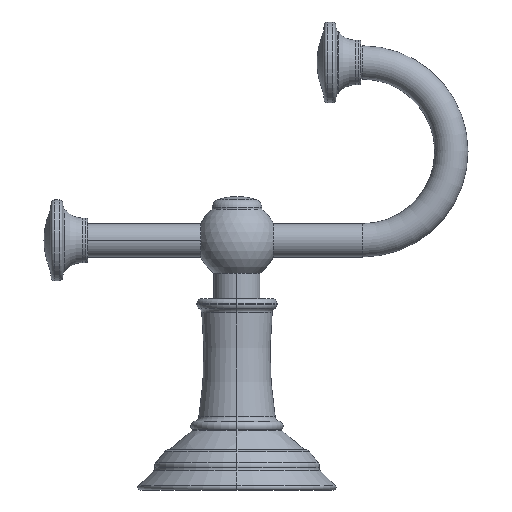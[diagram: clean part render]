
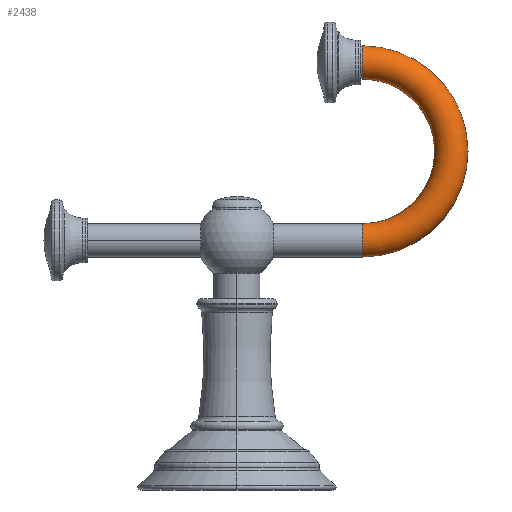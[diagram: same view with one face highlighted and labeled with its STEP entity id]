
A CAD part, left-side view. The second image highlights one B-rep face of the part: STEP entity #2438.
In plain terms, the highlighted toroidal (fillet/blend) face has major radius 25.4 mm and minor radius 4.763 mm.
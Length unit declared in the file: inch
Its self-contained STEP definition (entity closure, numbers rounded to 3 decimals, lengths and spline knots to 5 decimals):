
#226=CARTESIAN_POINT('',(0.,-1.41,2.807));
#227=DIRECTION('',(0.,1.,0.));
#228=DIRECTION('',(0.,0.,-1.));
#229=AXIS2_PLACEMENT_3D('',#226,#227,#228);
#576=CARTESIAN_POINT('',(0.,-1.41,3.807));
#577=DIRECTION('',(1.,0.,0.));
#578=DIRECTION('',(0.,0.,1.));
#579=AXIS2_PLACEMENT_3D('',#576,#577,#578);
#805=CARTESIAN_POINT('',(0.,-1.41,4.807));
#806=DIRECTION('',(0.,-1.,0.));
#807=DIRECTION('',(0.,0.,1.));
#808=AXIS2_PLACEMENT_3D('',#805,#806,#807);
#810=CARTESIAN_POINT('',(0.,-1.41,3.807));
#811=DIRECTION('',(1.,0.,0.));
#812=DIRECTION('',(0.,0.,1.));
#813=AXIS2_PLACEMENT_3D('',#810,#811,#812);
#1138=CARTESIAN_POINT('',(0.,-1.41,4.6195));
#1139=CARTESIAN_POINT('',(0.,-1.41,4.9945));
#1140=VERTEX_POINT('',#1138);
#1141=VERTEX_POINT('',#1139);
#1142=CARTESIAN_POINT('',(0.,-1.41,2.9945));
#1143=CARTESIAN_POINT('',(0.,-1.41,2.6195));
#1144=VERTEX_POINT('',#1142);
#1145=VERTEX_POINT('',#1143);
#2427=CARTESIAN_POINT('',(0.,-1.41,3.807));
#2428=DIRECTION('',(1.,0.,0.));
#2429=DIRECTION('',(0.,0.,-1.));
#2430=AXIS2_PLACEMENT_3D('',#2427,#2428,#2429);
#2431=TOROIDAL_SURFACE('',#2430,1.,0.1875);
#2432=ORIENTED_EDGE('',*,*,#2421,.F.);
#2433=ORIENTED_EDGE('',*,*,#2061,.T.);
#2434=ORIENTED_EDGE('',*,*,#1553,.T.);
#2435=ORIENTED_EDGE('',*,*,#2058,.F.);
#2436=EDGE_LOOP('',(#2432,#2433,#2434,#2435));
#2437=FACE_OUTER_BOUND('',#2436,.F.);
#2438=ADVANCED_FACE('',(#2437),#2431,.T.);
#230=CIRCLE('',#229,0.1875);
#580=CIRCLE('',#579,0.8125);
#809=CIRCLE('',#808,0.1875);
#814=CIRCLE('',#813,1.1875);
#1553=EDGE_CURVE('',#1145,#1144,#230,.T.);
#2058=EDGE_CURVE('',#1140,#1144,#580,.T.);
#2061=EDGE_CURVE('',#1141,#1145,#814,.T.);
#2421=EDGE_CURVE('',#1141,#1140,#809,.T.);
